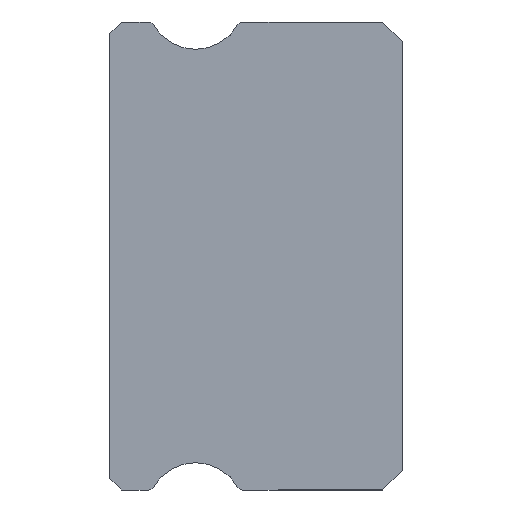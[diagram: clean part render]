
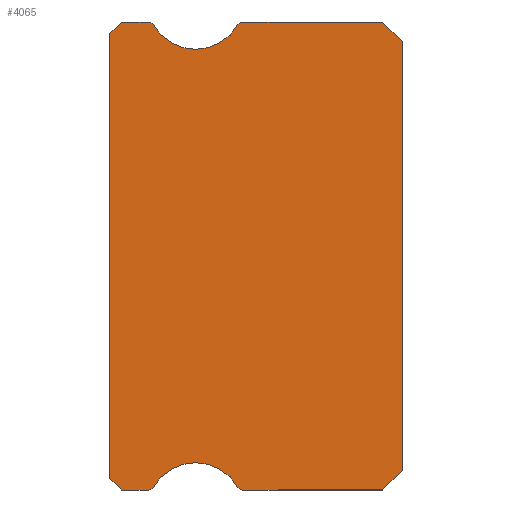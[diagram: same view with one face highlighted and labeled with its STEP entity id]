
A CAD part, left-side view. The second image highlights one B-rep face of the part: STEP entity #4065.
In plain terms, the highlighted planar face has unit normal (-1, 0, 0).
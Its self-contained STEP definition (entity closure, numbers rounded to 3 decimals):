
#25 = EDGE_CURVE ( 'NONE', #3931, #2809, #4628, .T. ) ;
#44 = DIRECTION ( 'NONE',  ( 0., 0., -1. ) ) ;
#192 = ORIENTED_EDGE ( 'NONE', *, *, #3462, .F. ) ;
#213 = DIRECTION ( 'NONE',  ( 0., -0.707, -0.707 ) ) ;
#214 = VERTEX_POINT ( 'NONE', #4080 ) ;
#237 = VERTEX_POINT ( 'NONE', #2169 ) ;
#341 = CARTESIAN_POINT ( 'NONE',  ( -15., 4.088, 5.85 ) ) ;
#358 = VECTOR ( 'NONE', #5263, 1000. ) ;
#379 = LINE ( 'NONE', #5240, #358 ) ;
#389 = CARTESIAN_POINT ( 'NONE',  ( -15., 5.3, 5.3 ) ) ;
#394 = ORIENTED_EDGE ( 'NONE', *, *, #489, .T. ) ;
#472 = EDGE_CURVE ( 'NONE', #2047, #2106, #3599, .T. ) ;
#489 = EDGE_CURVE ( 'NONE', #4225, #2106, #4762, .T. ) ;
#493 = CARTESIAN_POINT ( 'NONE',  ( -15., 6.512, 5.85 ) ) ;
#511 = VERTEX_POINT ( 'NONE', #389 ) ;
#541 = EDGE_CURVE ( 'NONE', #237, #4225, #1250, .T. ) ;
#577 = EDGE_CURVE ( 'NONE', #237, #3623, #4390, .T. ) ;
#587 = CARTESIAN_POINT ( 'NONE',  ( -15., 0., -5.5 ) ) ;
#605 = CARTESIAN_POINT ( 'NONE',  ( -15., 4.088, -6. ) ) ;
#620 = EDGE_CURVE ( 'NONE', #3845, #4339, #4351, .T. ) ;
#696 = VERTEX_POINT ( 'NONE', #605 ) ;
#716 = CIRCLE ( 'NONE', #5741, 1.25 ) ;
#735 = CIRCLE ( 'NONE', #3232, 0.15 ) ;
#814 = DIRECTION ( 'NONE',  ( 0., 0., 1. ) ) ;
#938 = CARTESIAN_POINT ( 'NONE',  ( -15., 6.512, 6. ) ) ;
#951 = ORIENTED_EDGE ( 'NONE', *, *, #1941, .F. ) ;
#973 = VERTEX_POINT ( 'NONE', #587 ) ;
#1021 = CARTESIAN_POINT ( 'NONE',  ( -15., 6.512, -6. ) ) ;
#1033 = CARTESIAN_POINT ( 'NONE',  ( -15., 4.217, 5.925 ) ) ;
#1066 = DIRECTION ( 'NONE',  ( 0., 0.707, -0.707 ) ) ;
#1089 = VECTOR ( 'NONE', #4735, 1000. ) ;
#1094 = VECTOR ( 'NONE', #1776, 1000. ) ;
#1108 = ORIENTED_EDGE ( 'NONE', *, *, #3758, .F. ) ;
#1159 = DIRECTION ( 'NONE',  ( 0., 0., -1. ) ) ;
#1168 = EDGE_CURVE ( 'NONE', #214, #3623, #5614, .T. ) ;
#1193 = CARTESIAN_POINT ( 'NONE',  ( -15., 7.2, -6. ) ) ;
#1250 = LINE ( 'NONE', #1193, #2395 ) ;
#1256 = CARTESIAN_POINT ( 'NONE',  ( -15., 6.383, -5.925 ) ) ;
#1263 = DIRECTION ( 'NONE',  ( 1., 0., 0. ) ) ;
#1302 = CARTESIAN_POINT ( 'NONE',  ( -15., 5.3, -6.55 ) ) ;
#1305 = AXIS2_PLACEMENT_3D ( 'NONE', #2818, #5497, #4185 ) ;
#1356 = CARTESIAN_POINT ( 'NONE',  ( -15., 7.5, 5.85 ) ) ;
#1363 = CIRCLE ( 'NONE', #4609, 1.25 ) ;
#1504 = CARTESIAN_POINT ( 'NONE',  ( -15., 6.383, 5.925 ) ) ;
#1604 = ORIENTED_EDGE ( 'NONE', *, *, #541, .T. ) ;
#1608 = VERTEX_POINT ( 'NONE', #3832 ) ;
#1672 = DIRECTION ( 'NONE',  ( 0., 0., -1. ) ) ;
#1685 = DIRECTION ( 'NONE',  ( 1., 0., 0. ) ) ;
#1749 = DIRECTION ( 'NONE',  ( 0., -1., 0. ) ) ;
#1776 = DIRECTION ( 'NONE',  ( 0., 0., 1. ) ) ;
#1786 = ORIENTED_EDGE ( 'NONE', *, *, #3009, .F. ) ;
#1895 = CARTESIAN_POINT ( 'NONE',  ( -15., 5.3, 6.55 ) ) ;
#1940 = CIRCLE ( 'NONE', #1305, 1.25 ) ;
#1941 = EDGE_CURVE ( 'NONE', #3583, #2489, #4740, .T. ) ;
#2023 = AXIS2_PLACEMENT_3D ( 'NONE', #341, #5523, #2452 ) ;
#2029 = CARTESIAN_POINT ( 'NONE',  ( -15., 6.512, -5.85 ) ) ;
#2043 = CARTESIAN_POINT ( 'NONE',  ( -15., 0., 5.5 ) ) ;
#2047 = VERTEX_POINT ( 'NONE', #1256 ) ;
#2106 = VERTEX_POINT ( 'NONE', #1021 ) ;
#2169 = CARTESIAN_POINT ( 'NONE',  ( -15., 7.5, -5.7 ) ) ;
#2173 = EDGE_CURVE ( 'NONE', #511, #3931, #716, .T. ) ;
#2207 = AXIS2_PLACEMENT_3D ( 'NONE', #2029, #1685, #1159 ) ;
#2232 = DIRECTION ( 'NONE',  ( 0., 0.707, -0.707 ) ) ;
#2257 = DIRECTION ( 'NONE',  ( 1., 0., 0. ) ) ;
#2395 = VECTOR ( 'NONE', #3031, 1000. ) ;
#2452 = DIRECTION ( 'NONE',  ( 0., 0., -1. ) ) ;
#2460 = EDGE_LOOP ( 'NONE', ( #5072, #4647, #1604, #394, #4680, #192, #5048, #1786, #1108, #4577, #951, #3793, #5744, #2469, #3366, #5042, #4241 ) ) ;
#2469 = ORIENTED_EDGE ( 'NONE', *, *, #2173, .F. ) ;
#2489 = VERTEX_POINT ( 'NONE', #3507 ) ;
#2501 = CARTESIAN_POINT ( 'NONE',  ( -15., 6.512, -6. ) ) ;
#2544 = DIRECTION ( 'NONE',  ( 0., 1., 0. ) ) ;
#2573 = LINE ( 'NONE', #4753, #3223 ) ;
#2659 = DIRECTION ( 'NONE',  ( -1., 0., 0. ) ) ;
#2703 = CARTESIAN_POINT ( 'NONE',  ( -15., 7.2, -6. ) ) ;
#2787 = VECTOR ( 'NONE', #1066, 1000. ) ;
#2807 = CARTESIAN_POINT ( 'NONE',  ( -15., 0.5, 6. ) ) ;
#2809 = VERTEX_POINT ( 'NONE', #5401 ) ;
#2818 = CARTESIAN_POINT ( 'NONE',  ( -15., 5.3, 6.55 ) ) ;
#3008 = EDGE_CURVE ( 'NONE', #3845, #214, #2573, .T. ) ;
#3009 = EDGE_CURVE ( 'NONE', #1608, #696, #379, .T. ) ;
#3031 = DIRECTION ( 'NONE',  ( 0., -0.707, -0.707 ) ) ;
#3057 = CARTESIAN_POINT ( 'NONE',  ( -15., 4.217, -5.925 ) ) ;
#3147 = DIRECTION ( 'NONE',  ( 0., 0., -1. ) ) ;
#3209 = CARTESIAN_POINT ( 'NONE',  ( -15., 0., -5.5 ) ) ;
#3223 = VECTOR ( 'NONE', #2544, 1000. ) ;
#3232 = AXIS2_PLACEMENT_3D ( 'NONE', #3447, #1263, #1672 ) ;
#3257 = DIRECTION ( 'NONE',  ( -1., 0., 0. ) ) ;
#3366 = ORIENTED_EDGE ( 'NONE', *, *, #3964, .F. ) ;
#3381 = PLANE ( 'NONE',  #3620 ) ;
#3447 = CARTESIAN_POINT ( 'NONE',  ( -15., 4.088, -5.85 ) ) ;
#3462 = EDGE_CURVE ( 'NONE', #4138, #2047, #1363, .T. ) ;
#3507 = CARTESIAN_POINT ( 'NONE',  ( -15., 0., 5.5 ) ) ;
#3583 = VERTEX_POINT ( 'NONE', #2807 ) ;
#3599 = CIRCLE ( 'NONE', #2207, 0.15 ) ;
#3620 = AXIS2_PLACEMENT_3D ( 'NONE', #5139, #5163, #3858 ) ;
#3623 = VERTEX_POINT ( 'NONE', #3652 ) ;
#3652 = CARTESIAN_POINT ( 'NONE',  ( -15., 7.5, 5.7 ) ) ;
#3758 = EDGE_CURVE ( 'NONE', #973, #1608, #4904, .T. ) ;
#3760 = CARTESIAN_POINT ( 'NONE',  ( -15., 7.5, 5.7 ) ) ;
#3793 = ORIENTED_EDGE ( 'NONE', *, *, #5576, .F. ) ;
#3832 = CARTESIAN_POINT ( 'NONE',  ( -15., 0.5, -6. ) ) ;
#3845 = VERTEX_POINT ( 'NONE', #4930 ) ;
#3858 = DIRECTION ( 'NONE',  ( 0., 0., -1. ) ) ;
#3931 = VERTEX_POINT ( 'NONE', #1033 ) ;
#3964 = EDGE_CURVE ( 'NONE', #4339, #511, #1940, .T. ) ;
#4065 = ADVANCED_FACE ( 'NONE', ( #5662 ), #3381, .F. ) ;
#4080 = CARTESIAN_POINT ( 'NONE',  ( -15., 7.2, 6. ) ) ;
#4135 = EDGE_CURVE ( 'NONE', #973, #2489, #5694, .T. ) ;
#4138 = VERTEX_POINT ( 'NONE', #3057 ) ;
#4185 = DIRECTION ( 'NONE',  ( 0., 0., -1. ) ) ;
#4225 = VERTEX_POINT ( 'NONE', #2703 ) ;
#4241 = ORIENTED_EDGE ( 'NONE', *, *, #3008, .T. ) ;
#4339 = VERTEX_POINT ( 'NONE', #1504 ) ;
#4351 = CIRCLE ( 'NONE', #5090, 0.15 ) ;
#4390 = LINE ( 'NONE', #1356, #1094 ) ;
#4456 = VECTOR ( 'NONE', #814, 1000. ) ;
#4577 = ORIENTED_EDGE ( 'NONE', *, *, #4135, .T. ) ;
#4609 = AXIS2_PLACEMENT_3D ( 'NONE', #1302, #2659, #5405 ) ;
#4628 = CIRCLE ( 'NONE', #2023, 0.15 ) ;
#4647 = ORIENTED_EDGE ( 'NONE', *, *, #577, .F. ) ;
#4680 = ORIENTED_EDGE ( 'NONE', *, *, #472, .F. ) ;
#4735 = DIRECTION ( 'NONE',  ( 0., -1., 0. ) ) ;
#4740 = LINE ( 'NONE', #5536, #5183 ) ;
#4742 = VECTOR ( 'NONE', #1749, 1000. ) ;
#4753 = CARTESIAN_POINT ( 'NONE',  ( -15., 7.2, 6. ) ) ;
#4762 = LINE ( 'NONE', #2501, #1089 ) ;
#4793 = EDGE_CURVE ( 'NONE', #696, #4138, #735, .T. ) ;
#4904 = LINE ( 'NONE', #3209, #5643 ) ;
#4912 = LINE ( 'NONE', #938, #4742 ) ;
#4930 = CARTESIAN_POINT ( 'NONE',  ( -15., 6.512, 6. ) ) ;
#5042 = ORIENTED_EDGE ( 'NONE', *, *, #620, .F. ) ;
#5048 = ORIENTED_EDGE ( 'NONE', *, *, #4793, .F. ) ;
#5072 = ORIENTED_EDGE ( 'NONE', *, *, #1168, .T. ) ;
#5090 = AXIS2_PLACEMENT_3D ( 'NONE', #493, #2257, #44 ) ;
#5139 = CARTESIAN_POINT ( 'NONE',  ( -15., 6.512, 5.85 ) ) ;
#5163 = DIRECTION ( 'NONE',  ( 1., 0., 0. ) ) ;
#5183 = VECTOR ( 'NONE', #213, 1000. ) ;
#5240 = CARTESIAN_POINT ( 'NONE',  ( -15., 6.512, -6. ) ) ;
#5263 = DIRECTION ( 'NONE',  ( 0., 1., 0. ) ) ;
#5401 = CARTESIAN_POINT ( 'NONE',  ( -15., 4.088, 6. ) ) ;
#5405 = DIRECTION ( 'NONE',  ( 0., 0., -1. ) ) ;
#5497 = DIRECTION ( 'NONE',  ( -1., 0., 0. ) ) ;
#5523 = DIRECTION ( 'NONE',  ( 1., 0., 0. ) ) ;
#5536 = CARTESIAN_POINT ( 'NONE',  ( -15., 0.5, 6. ) ) ;
#5576 = EDGE_CURVE ( 'NONE', #2809, #3583, #4912, .T. ) ;
#5614 = LINE ( 'NONE', #3760, #2787 ) ;
#5643 = VECTOR ( 'NONE', #2232, 1000. ) ;
#5662 = FACE_OUTER_BOUND ( 'NONE', #2460, .T. ) ;
#5694 = LINE ( 'NONE', #2043, #4456 ) ;
#5741 = AXIS2_PLACEMENT_3D ( 'NONE', #1895, #3257, #3147 ) ;
#5744 = ORIENTED_EDGE ( 'NONE', *, *, #25, .F. ) ;
